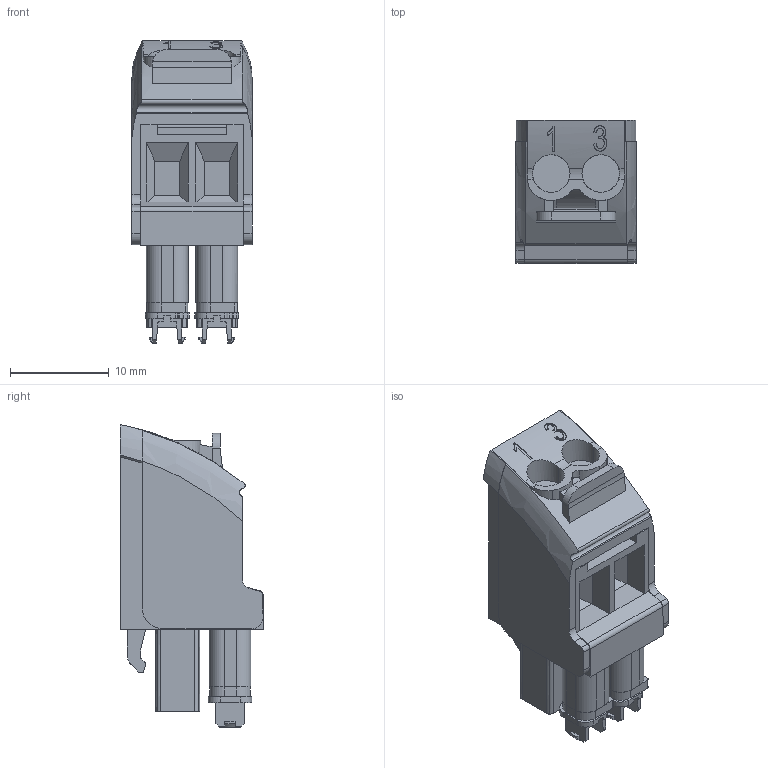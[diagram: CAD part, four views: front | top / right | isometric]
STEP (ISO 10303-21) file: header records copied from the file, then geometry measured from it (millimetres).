
FILE_DESCRIPTION(('CATIA V5 STEP Exchange','CAx-IF Rec.Pracs.--- Model Styling and Organization---1.5--- 2016-08-15','CAx-IF Rec.Pracs.---Supplemental Geometry---1.0---2011-11-01','CAx-IF Rec.Pracs.--- Composite Materials ---1.1---2010-07-15'),'2;1');
FILE_NAME ('12371124_3', '2025-02-14T05:56:47+00:00', ('none'), ('Weidmueller'), 'CATIA Version 5-6 Release 2022 SP4 HF5', 'CATIA V5 STEP AP214 v3', 'none');
FILE_SCHEMA(('AUTOMOTIVE_DESIGN { 1 0 10303 214 1 1 1 1 }'));
Length unit declared in the file: millimetre
Products named in the file (1): S3D_BHZ_5-00_02_90LH_BK_BK_PRT_1_3
Bounding box: 12.15 x 14.5 x 30.58 mm (x, y, z)
Volume: 2921.2 mm3; surface area: 2462 mm2
Topology: 1 solids, 1 shells, 644 faces, 1952 edges, 1318 vertices
Faces by surface type: plane 516, cylinder 102, extrusion 16, revolution 8, bspline 2
Entity records: 22663 total; most frequent: CARTESIAN_POINT 6134, ORIENTED_EDGE 3904, DIRECTION 2362, EDGE_CURVE 1952, VERTEX_POINT 1318, VECTOR 1040, LINE 1024, AXIS2_PLACEMENT_3D 760
